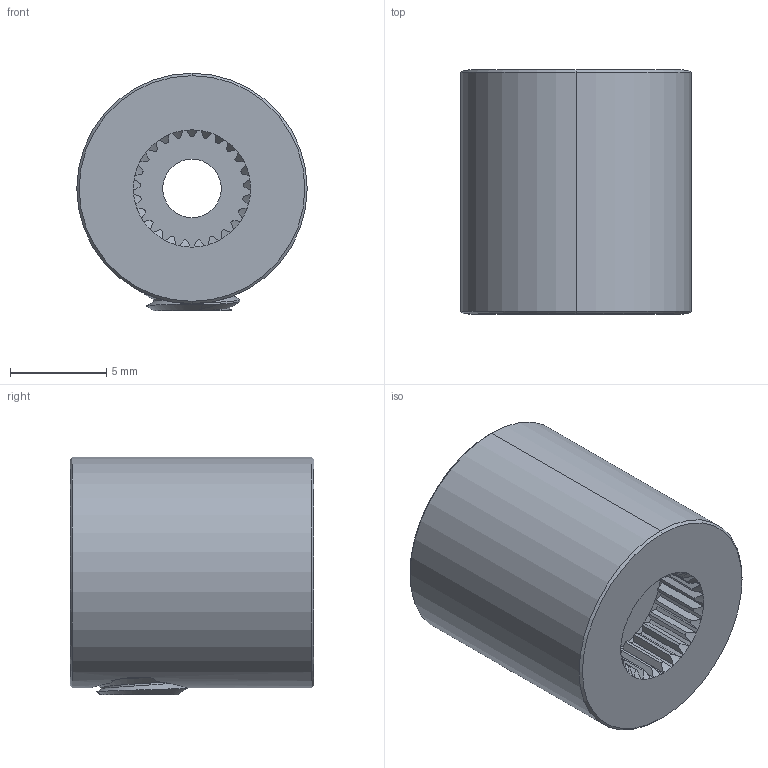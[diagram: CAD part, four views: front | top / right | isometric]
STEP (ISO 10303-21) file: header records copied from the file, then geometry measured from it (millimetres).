
FILE_DESCRIPTION (( 'STEP AP203' ), '1' );
FILE_NAME ('4010-0025-0250 assembly.STEP', '2021-06-08T16:46:20', ( '' ), ( '' ), 'SwSTEP 2.0', 'SolidWorks 2016', '' );
FILE_SCHEMA (( 'CONFIG_CONTROL_DESIGN' ));
Length unit declared in the file: millimetre
Products named in the file (3): 4010-0025-0250; 2806-0005-0004_91390A117; 4010-0025-0250 assembly
Assembly tree (2 placements, depth 2):
  4010-0025-0250 assembly
    4010-0025-0250
    2806-0005-0004_91390A117
Bounding box: 12 x 12.7 x 12.37 mm (x, y, z)
Volume: 1071.7 mm3; surface area: 1131.9 mm2
Topology: 2 solids, 2 shells, 214 faces, 551 edges, 339 vertices
Faces by surface type: cylinder 87, plane 68, cone 50, bspline 9
Entity records: 10087 total; most frequent: CARTESIAN_POINT 4884, ORIENTED_EDGE 1094, DIRECTION 979, EDGE_CURVE 547, AXIS2_PLACEMENT_3D 381, VERTEX_POINT 339, EDGE_LOOP 220, LINE 217
